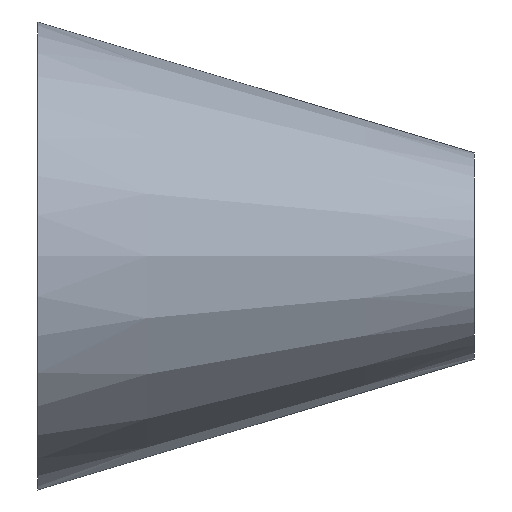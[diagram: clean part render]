
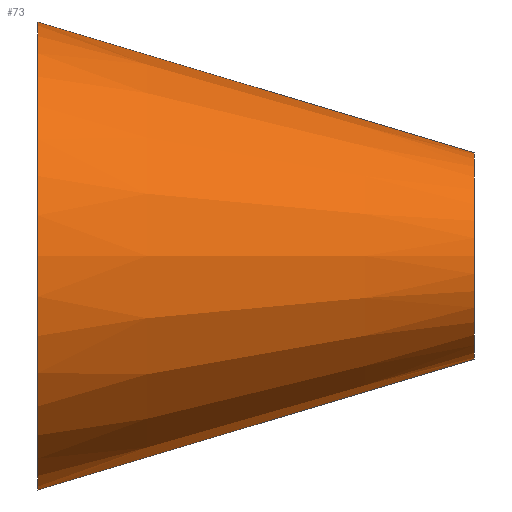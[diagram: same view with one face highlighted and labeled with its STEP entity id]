
A CAD part, front view. The second image highlights one B-rep face of the part: STEP entity #73.
In plain terms, the highlighted conical face has half-angle 16.699 degrees and reference radius 10.65 mm.
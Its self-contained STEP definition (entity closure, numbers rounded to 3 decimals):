
#6 = VECTOR ( 'NONE', #62, 1000. ) ;
#12 = VERTEX_POINT ( 'NONE', #169 ) ;
#15 = VERTEX_POINT ( 'NONE', #63 ) ;
#24 = LINE ( 'NONE', #153, #227 ) ;
#36 = DIRECTION ( 'NONE',  ( 0., 0., 1. ) ) ;
#56 = CARTESIAN_POINT ( 'NONE',  ( 0., 0., 0. ) ) ;
#60 = DIRECTION ( 'NONE',  ( 1., 0., 0. ) ) ;
#62 = DIRECTION ( 'NONE',  ( -0.958, 0., 0.287 ) ) ;
#63 = CARTESIAN_POINT ( 'NONE',  ( 45., 0., 10.65 ) ) ;
#71 = VERTEX_POINT ( 'NONE', #129 ) ;
#73 = ADVANCED_FACE ( 'NONE', ( #204 ), #187, .T. ) ;
#92 = LINE ( 'NONE', #228, #6 ) ;
#98 = DIRECTION ( 'NONE',  ( 1., 0., 0. ) ) ;
#100 = EDGE_CURVE ( 'NONE', #238, #12, #161, .T. ) ;
#101 = CARTESIAN_POINT ( 'NONE',  ( 0., 0., 24.15 ) ) ;
#109 = ORIENTED_EDGE ( 'NONE', *, *, #100, .T. ) ;
#119 = CARTESIAN_POINT ( 'NONE',  ( 45., 0., 0. ) ) ;
#120 = AXIS2_PLACEMENT_3D ( 'NONE', #56, #60, #226 ) ;
#122 = DIRECTION ( 'NONE',  ( 0., 0., -1. ) ) ;
#129 = CARTESIAN_POINT ( 'NONE',  ( 45., 0., -10.65 ) ) ;
#135 = EDGE_CURVE ( 'NONE', #15, #238, #92, .T. ) ;
#142 = ORIENTED_EDGE ( 'NONE', *, *, #135, .T. ) ;
#153 = CARTESIAN_POINT ( 'NONE',  ( 45., 0., -10.65 ) ) ;
#161 = CIRCLE ( 'NONE', #120, 24.15 ) ;
#162 = ORIENTED_EDGE ( 'NONE', *, *, #231, .F. ) ;
#167 = CARTESIAN_POINT ( 'NONE',  ( 45., 0., 0. ) ) ;
#168 = AXIS2_PLACEMENT_3D ( 'NONE', #167, #185, #36 ) ;
#169 = CARTESIAN_POINT ( 'NONE',  ( 0., 0., -24.15 ) ) ;
#171 = CIRCLE ( 'NONE', #235, 10.65 ) ;
#179 = EDGE_CURVE ( 'NONE', #71, #12, #24, .T. ) ;
#185 = DIRECTION ( 'NONE',  ( -1., 0., 0. ) ) ;
#187 = CONICAL_SURFACE ( 'NONE', #168, 10.65, 0.291 ) ;
#198 = ORIENTED_EDGE ( 'NONE', *, *, #179, .F. ) ;
#204 = FACE_OUTER_BOUND ( 'NONE', #220, .T. ) ;
#220 = EDGE_LOOP ( 'NONE', ( #198, #162, #142, #109 ) ) ;
#226 = DIRECTION ( 'NONE',  ( 0., 0., -1. ) ) ;
#227 = VECTOR ( 'NONE', #230, 1000. ) ;
#228 = CARTESIAN_POINT ( 'NONE',  ( 45., 0., 10.65 ) ) ;
#230 = DIRECTION ( 'NONE',  ( -0.958, 0., -0.287 ) ) ;
#231 = EDGE_CURVE ( 'NONE', #15, #71, #171, .T. ) ;
#235 = AXIS2_PLACEMENT_3D ( 'NONE', #119, #98, #122 ) ;
#238 = VERTEX_POINT ( 'NONE', #101 ) ;
